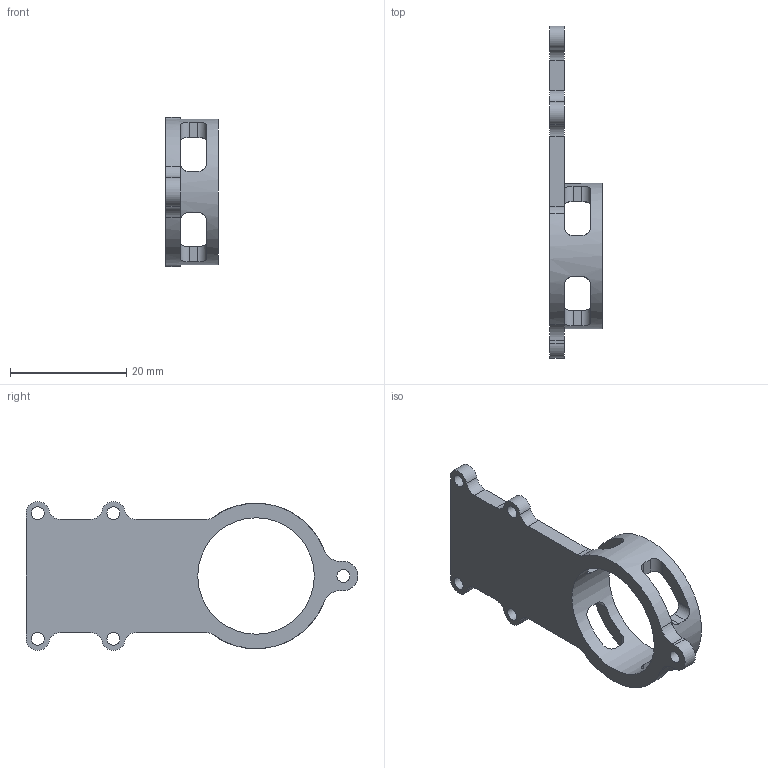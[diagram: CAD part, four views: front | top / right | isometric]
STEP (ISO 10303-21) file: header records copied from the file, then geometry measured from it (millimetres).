
FILE_DESCRIPTION(/* description */ (''),/* implementation_level */ '2;1');
FILE_NAME(/* name */ 'RSFF_cover_2_v2_clearance.stp',/* time_stamp */ '2023-11-20T22:47:23+09:00',/* author */ ('user'),/* organization */ (''),/* preprocessor_version */ 'ST-DEVELOPER v19',/* originating_system */ 'Autodesk Inventor 2023',/* authorisation */ '');
FILE_SCHEMA (('AUTOMOTIVE_DESIGN { 1 0 10303 214 3 1 1 }'));
Length unit declared in the file: millimetre
Products named in the file (1): RSFF_cover_2_v2_clearance
Bounding box: 9 x 57 x 25.6 mm (x, y, z)
Volume: 2644.9 mm3; surface area: 3036.7 mm2
Topology: 1 solids, 1 shells, 65 faces, 195 edges, 130 vertices
Faces by surface type: cylinder 40, plane 25
Full cylindrical faces by diameter (mm): 2.2 x5, 20 x1, 25 x1
Entity records: 2524 total; most frequent: CARTESIAN_POINT 679, ORIENTED_EDGE 390, DIRECTION 363, EDGE_CURVE 195, AXIS2_PLACEMENT_3D 134, VERTEX_POINT 130, LINE 95, VECTOR 95
